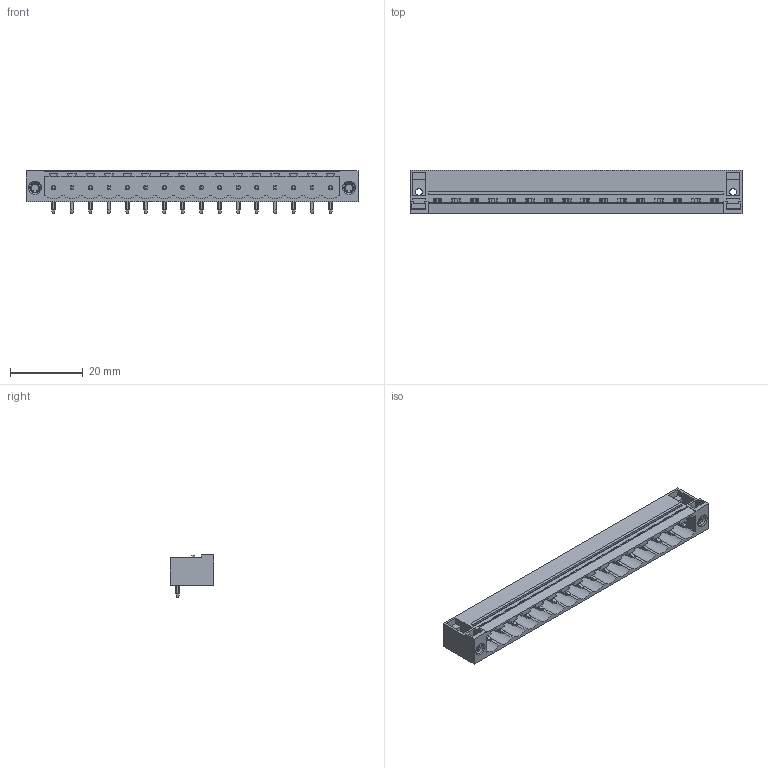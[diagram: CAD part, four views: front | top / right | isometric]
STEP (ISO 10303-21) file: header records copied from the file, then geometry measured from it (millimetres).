
FILE_DESCRIPTION(('CATIA V5 STEP Exchange','CAx-IF Rec.Pracs.--- Model Styling and Organization---1.2---2011-12-15'),'2;1');
FILE_NAME ('D1449201_0', '2018-10-26T06:59:26+00:00', ('none'), ('Weidmueller'), 'CATIA Version 5-6 Release 2014', 'CATIA V5 STEP AP214', 'none');
FILE_SCHEMA(('AUTOMOTIVE_DESIGN { 1 0 10303 214 1 1 1 1 }'));
Length unit declared in the file: millimetre
Products named in the file (1): 1149080000
Bounding box: 91.28 x 12 x 11.63 mm (x, y, z)
Volume: 4294.9 mm3; surface area: 7313.2 mm2
Topology: 19 solids, 19 shells, 881 faces, 2441 edges, 1570 vertices
Faces by surface type: plane 571, cylinder 294, cone 16
Entity records: 25630 total; most frequent: CARTESIAN_POINT 5693, ORIENTED_EDGE 4882, DIRECTION 2781, EDGE_CURVE 2435, VECTOR 1707, LINE 1707, VERTEX_POINT 1562, EDGE_LOOP 933
